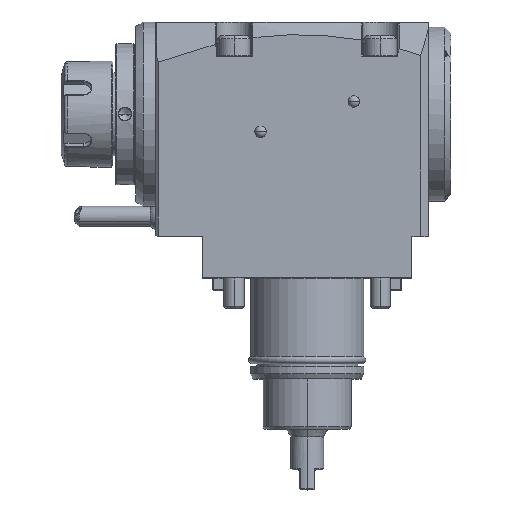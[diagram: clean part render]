
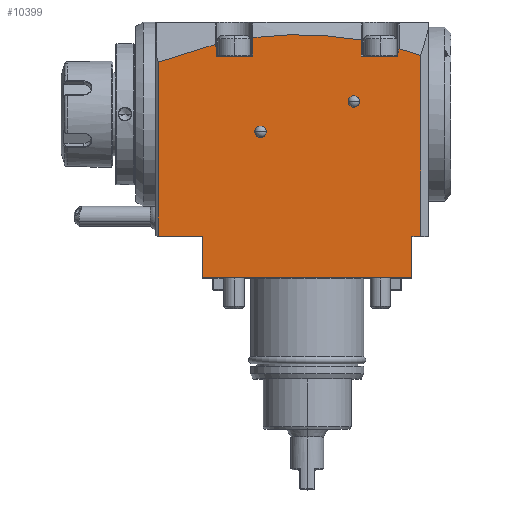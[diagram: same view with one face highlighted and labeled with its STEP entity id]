
A CAD part, top view. The second image highlights one B-rep face of the part: STEP entity #10399.
In plain terms, the highlighted planar face has unit normal (0, 0, 1).
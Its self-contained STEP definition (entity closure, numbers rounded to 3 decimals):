
#28=DIRECTION('',(-1.,0.,0.));
#29=VECTOR('',#28,14.5);
#30=CARTESIAN_POINT('',(38.5,88.,37.5));
#31=LINE('',#30,#29);
#413=DIRECTION('',(-1.,0.,0.));
#414=VECTOR('',#413,83.);
#415=CARTESIAN_POINT('',(101.5,0.,37.5));
#416=LINE('',#415,#414);
#766=CARTESIAN_POINT('',(1.,85.562,37.5));
#775=DIRECTION('',(0.,1.,0.));
#776=VECTOR('',#775,0.5);
#777=CARTESIAN_POINT('',(1.,16.5,37.5));
#778=LINE('',#777,#776);
#783=DIRECTION('',(-1.,0.,0.));
#784=VECTOR('',#783,3.5);
#785=CARTESIAN_POINT('',(105.,16.5,37.5));
#786=LINE('',#785,#784);
#787=DIRECTION('',(0.,1.,0.));
#788=VECTOR('',#787,16.5);
#789=CARTESIAN_POINT('',(101.5,0.,37.5));
#790=LINE('',#789,#788);
#791=DIRECTION('',(0.,1.,0.));
#792=VECTOR('',#791,16.5);
#793=CARTESIAN_POINT('',(18.5,0.,37.5));
#794=LINE('',#793,#792);
#795=DIRECTION('',(1.,0.,0.));
#796=VECTOR('',#795,17.5);
#797=CARTESIAN_POINT('',(1.,16.5,37.5));
#798=LINE('',#797,#796);
#799=DIRECTION('',(0.,1.,0.));
#800=VECTOR('',#799,68.562);
#801=CARTESIAN_POINT('',(1.,17.,37.5));
#802=LINE('',#801,#800);
#803=CARTESIAN_POINT('',(23.47,92.601,37.5));
#804=CARTESIAN_POINT('',(15.807,90.81,37.5));
#805=CARTESIAN_POINT('',(8.324,88.441,37.5));
#806=CARTESIAN_POINT('',(1.,85.562,37.5));
#808=DIRECTION('',(-0.265,0.964,0.));
#809=VECTOR('',#808,2.);
#810=CARTESIAN_POINT('',(24.,90.673,37.5));
#811=LINE('',#810,#809);
#812=DIRECTION('',(0.,-1.,0.));
#813=VECTOR('',#812,2.673);
#814=CARTESIAN_POINT('',(24.,90.673,37.5));
#815=LINE('',#814,#813);
#816=DIRECTION('',(0.,-1.,0.));
#817=VECTOR('',#816,7.317);
#818=CARTESIAN_POINT('',(38.5,95.317,37.5));
#819=LINE('',#818,#817);
#820=CARTESIAN_POINT('',(38.5,95.317,37.5));
#821=CARTESIAN_POINT('',(45.692,96.235,37.5));
#822=CARTESIAN_POINT('',(60.05,96.978,37.5));
#823=CARTESIAN_POINT('',(74.358,95.558,37.5));
#824=CARTESIAN_POINT('',(81.5,94.311,37.5));
#826=DIRECTION('',(0.,1.,0.));
#827=VECTOR('',#826,6.311);
#828=CARTESIAN_POINT('',(81.5,88.,37.5));
#829=LINE('',#828,#827);
#830=DIRECTION('',(0.,-1.,0.));
#831=VECTOR('',#830,0.962);
#832=CARTESIAN_POINT('',(96.,88.962,37.5));
#833=LINE('',#832,#831);
#834=DIRECTION('',(-0.268,-0.963,0.));
#835=VECTOR('',#834,2.);
#836=CARTESIAN_POINT('',(96.536,90.889,37.5));
#837=LINE('',#836,#835);
#838=CARTESIAN_POINT('',(96.536,90.889,37.5));
#839=CARTESIAN_POINT('',(99.382,90.09,37.5));
#840=CARTESIAN_POINT('',(102.203,89.212,37.5));
#841=CARTESIAN_POINT('',(105.,88.259,37.5));
#843=CARTESIAN_POINT('',(41.5,58.,37.5));
#844=DIRECTION('',(0.,0.,-1.));
#845=DIRECTION('',(-1.,0.,0.));
#846=AXIS2_PLACEMENT_3D('',#843,#844,#845);
#848=CARTESIAN_POINT('',(41.5,58.,37.5));
#849=DIRECTION('',(0.,0.,-1.));
#850=DIRECTION('',(1.,0.,0.));
#851=AXIS2_PLACEMENT_3D('',#848,#849,#850);
#853=CARTESIAN_POINT('',(78.5,70.,37.5));
#854=DIRECTION('',(0.,0.,-1.));
#855=DIRECTION('',(-1.,0.,0.));
#856=AXIS2_PLACEMENT_3D('',#853,#854,#855);
#858=CARTESIAN_POINT('',(78.5,70.,37.5));
#859=DIRECTION('',(0.,0.,-1.));
#860=DIRECTION('',(1.,0.,0.));
#861=AXIS2_PLACEMENT_3D('',#858,#859,#860);
#871=DIRECTION('',(0.,1.,0.));
#872=VECTOR('',#871,71.759);
#873=CARTESIAN_POINT('',(105.,16.5,37.5));
#874=LINE('',#873,#872);
#878=CARTESIAN_POINT('',(105.,88.259,37.5));
#1090=CARTESIAN_POINT('',(38.5,95.317,37.5));
#1149=DIRECTION('',(-1.,0.,0.));
#1150=VECTOR('',#1149,14.5);
#1151=CARTESIAN_POINT('',(96.,88.,37.5));
#1152=LINE('',#1151,#1150);
#8053=CARTESIAN_POINT('',(96.,88.,37.5));
#8054=VERTEX_POINT('',#8053);
#8055=CARTESIAN_POINT('',(24.,88.,37.5));
#8056=VERTEX_POINT('',#8055);
#8062=VERTEX_POINT('',#878);
#8065=VERTEX_POINT('',#766);
#8085=CARTESIAN_POINT('',(24.,90.673,37.5));
#8086=CARTESIAN_POINT('',(23.47,92.601,37.5));
#8087=VERTEX_POINT('',#8085);
#8088=VERTEX_POINT('',#8086);
#8089=CARTESIAN_POINT('',(96.536,90.889,37.5));
#8090=VERTEX_POINT('',#8089);
#8092=VERTEX_POINT('',#1090);
#8093=CARTESIAN_POINT('',(38.5,88.,37.5));
#8094=VERTEX_POINT('',#8093);
#8117=VERTEX_POINT('',#824);
#8125=CARTESIAN_POINT('',(81.5,88.,37.5));
#8127=VERTEX_POINT('',#8125);
#8140=CARTESIAN_POINT('',(96.,88.962,37.5));
#8141=VERTEX_POINT('',#8140);
#9018=CARTESIAN_POINT('',(39.25,58.,37.5));
#9019=CARTESIAN_POINT('',(43.75,58.,37.5));
#9020=VERTEX_POINT('',#9018);
#9021=VERTEX_POINT('',#9019);
#9024=CARTESIAN_POINT('',(76.25,70.,37.5));
#9025=CARTESIAN_POINT('',(80.75,70.,37.5));
#9026=VERTEX_POINT('',#9024);
#9027=VERTEX_POINT('',#9025);
#9074=CARTESIAN_POINT('',(101.5,0.,37.5));
#9076=VERTEX_POINT('',#9074);
#9078=CARTESIAN_POINT('',(18.5,0.,37.5));
#9080=VERTEX_POINT('',#9078);
#9081=CARTESIAN_POINT('',(105.,16.5,37.5));
#9082=CARTESIAN_POINT('',(101.5,16.5,37.5));
#9083=VERTEX_POINT('',#9081);
#9084=VERTEX_POINT('',#9082);
#9085=CARTESIAN_POINT('',(18.5,16.5,37.5));
#9086=VERTEX_POINT('',#9085);
#9087=CARTESIAN_POINT('',(1.,16.5,37.5));
#9088=VERTEX_POINT('',#9087);
#9133=CARTESIAN_POINT('',(1.,17.,37.5));
#9135=VERTEX_POINT('',#9133);
#10351=CARTESIAN_POINT('',(0.,101.5,37.5));
#10352=DIRECTION('',(0.,0.,1.));
#10353=DIRECTION('',(0.,-1.,0.));
#10354=AXIS2_PLACEMENT_3D('',#10351,#10352,#10353);
#10355=PLANE('',#10354);
#10357=ORIENTED_EDGE('',*,*,#10356,.F.);
#10359=ORIENTED_EDGE('',*,*,#10358,.T.);
#10361=ORIENTED_EDGE('',*,*,#10360,.F.);
#10362=ORIENTED_EDGE('',*,*,#9721,.T.);
#10363=ORIENTED_EDGE('',*,*,#10005,.T.);
#10364=ORIENTED_EDGE('',*,*,#10029,.F.);
#10365=ORIENTED_EDGE('',*,*,#10345,.T.);
#10366=ORIENTED_EDGE('',*,*,#10322,.T.);
#10367=ORIENTED_EDGE('',*,*,#10303,.F.);
#10368=ORIENTED_EDGE('',*,*,#9408,.F.);
#10369=ORIENTED_EDGE('',*,*,#9395,.T.);
#10370=ORIENTED_EDGE('',*,*,#9333,.F.);
#10372=ORIENTED_EDGE('',*,*,#10371,.F.);
#10374=ORIENTED_EDGE('',*,*,#10373,.T.);
#10376=ORIENTED_EDGE('',*,*,#10375,.F.);
#10378=ORIENTED_EDGE('',*,*,#10377,.F.);
#10380=ORIENTED_EDGE('',*,*,#10379,.F.);
#10382=ORIENTED_EDGE('',*,*,#10381,.F.);
#10384=ORIENTED_EDGE('',*,*,#10383,.T.);
#10385=EDGE_LOOP('',(#10357,#10359,#10361,#10362,#10363,#10364,#10365,#10366,
#10367,#10368,#10369,#10370,#10372,#10374,#10376,#10378,#10380,#10382,#10384));
#10386=FACE_OUTER_BOUND('',#10385,.F.);
#10388=ORIENTED_EDGE('',*,*,#10387,.F.);
#10390=ORIENTED_EDGE('',*,*,#10389,.F.);
#10391=EDGE_LOOP('',(#10388,#10390));
#10392=FACE_BOUND('',#10391,.F.);
#10394=ORIENTED_EDGE('',*,*,#10393,.F.);
#10396=ORIENTED_EDGE('',*,*,#10395,.F.);
#10397=EDGE_LOOP('',(#10394,#10396));
#10398=FACE_BOUND('',#10397,.F.);
#807=B_SPLINE_CURVE_WITH_KNOTS('',3,(#803,#804,#805,#806),.UNSPECIFIED.,.F.,.F.,
(4,4),(0.,1.),.UNSPECIFIED.);
#825=B_SPLINE_CURVE_WITH_KNOTS('',3,(#820,#821,#822,#823,#824),.UNSPECIFIED.,
.F.,.F.,(4,1,4),(0.,0.5,1.),.UNSPECIFIED.);
#842=B_SPLINE_CURVE_WITH_KNOTS('',3,(#838,#839,#840,#841),.UNSPECIFIED.,.F.,.F.,
(4,4),(0.,1.),.UNSPECIFIED.);
#847=CIRCLE('',#846,2.25);
#852=CIRCLE('',#851,2.25);
#857=CIRCLE('',#856,2.25);
#862=CIRCLE('',#861,2.25);
#9333=EDGE_CURVE('',#8094,#8056,#31,.T.);
#9395=EDGE_CURVE('',#8087,#8056,#815,.T.);
#9408=EDGE_CURVE('',#8087,#8088,#811,.T.);
#9721=EDGE_CURVE('',#9076,#9080,#416,.T.);
#10005=EDGE_CURVE('',#9080,#9086,#794,.T.);
#10029=EDGE_CURVE('',#9088,#9086,#798,.T.);
#10303=EDGE_CURVE('',#8088,#8065,#807,.T.);
#10322=EDGE_CURVE('',#9135,#8065,#802,.T.);
#10345=EDGE_CURVE('',#9088,#9135,#778,.T.);
#10356=EDGE_CURVE('',#9083,#8062,#874,.T.);
#10358=EDGE_CURVE('',#9083,#9084,#786,.T.);
#10360=EDGE_CURVE('',#9076,#9084,#790,.T.);
#10371=EDGE_CURVE('',#8092,#8094,#819,.T.);
#10373=EDGE_CURVE('',#8092,#8117,#825,.T.);
#10375=EDGE_CURVE('',#8127,#8117,#829,.T.);
#10377=EDGE_CURVE('',#8054,#8127,#1152,.T.);
#10379=EDGE_CURVE('',#8141,#8054,#833,.T.);
#10381=EDGE_CURVE('',#8090,#8141,#837,.T.);
#10383=EDGE_CURVE('',#8090,#8062,#842,.T.);
#10387=EDGE_CURVE('',#9020,#9021,#847,.T.);
#10389=EDGE_CURVE('',#9021,#9020,#852,.T.);
#10393=EDGE_CURVE('',#9026,#9027,#857,.T.);
#10395=EDGE_CURVE('',#9027,#9026,#862,.T.);
#10399=ADVANCED_FACE('',(#10386,#10392,#10398),#10355,.T.);
